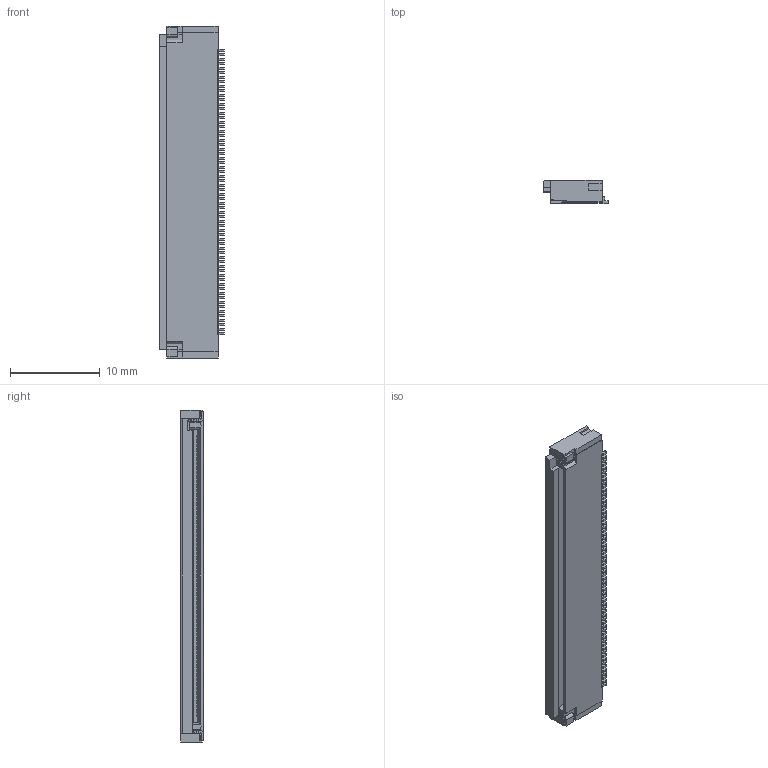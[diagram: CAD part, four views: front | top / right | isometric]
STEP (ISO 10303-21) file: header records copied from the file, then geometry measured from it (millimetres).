
FILE_DESCRIPTION(('STEP AP242'),'1');
FILE_NAME('fh28d-64s-0_5sh_05_.stp','2024-04-11T02:33:39',('TraceParts'),('TraceParts S.A.'),'Spatial InterOp 3D',' ',' ');
FILE_SCHEMA(('AP242_MANAGED_MODEL_BASED_3D_ENGINEERING_MIM_LF {1 0 10303 442 1 1 4}'));
Length unit declared in the file: millimetre
Products named in the file (1): fh28d-64s-0_5sh_05_
Bounding box: 7.2 x 2.55 x 36.9 mm (x, y, z)
Volume: 441.9 mm3; surface area: 1172.9 mm2
Topology: 1 solids, 1 shells, 2081 faces, 6225 edges, 4144 vertices
Faces by surface type: plane 1617, cylinder 464
Entity records: 69732 total; most frequent: CARTESIAN_POINT 12451, ORIENTED_EDGE 12450, DIRECTION 11318, EDGE_CURVE 6225, LINE 5296, VECTOR 5296, VERTEX_POINT 4144, AXIS2_PLACEMENT_3D 3011
